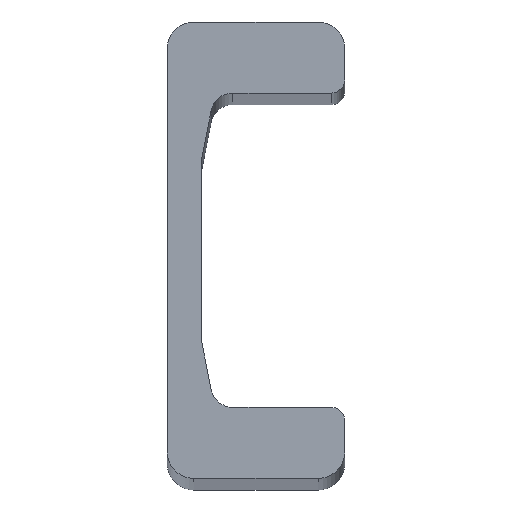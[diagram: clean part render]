
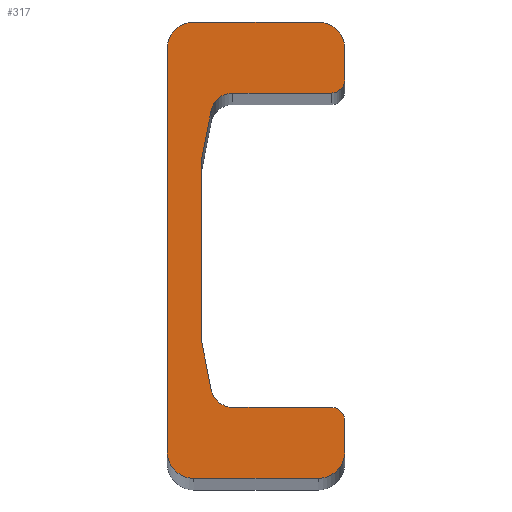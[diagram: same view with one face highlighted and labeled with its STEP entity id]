
A CAD part, top view. The second image highlights one B-rep face of the part: STEP entity #317.
In plain terms, the highlighted planar face has unit normal (0, 0, 1).
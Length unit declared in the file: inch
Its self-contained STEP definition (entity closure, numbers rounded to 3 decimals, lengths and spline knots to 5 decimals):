
#10 = DIRECTION ( 'NONE',  ( 0., 0., -1. ) ) ;
#12 = VERTEX_POINT ( 'NONE', #233 ) ;
#20 = VERTEX_POINT ( 'NONE', #798 ) ;
#25 = VECTOR ( 'NONE', #617, 39.37008 ) ;
#27 = EDGE_CURVE ( 'NONE', #679, #240, #868, .T. ) ;
#30 = LINE ( 'NONE', #490, #897 ) ;
#36 = DIRECTION ( 'NONE',  ( 0., 1., 0. ) ) ;
#50 = ORIENTED_EDGE ( 'NONE', *, *, #540, .T. ) ;
#53 = DIRECTION ( 'NONE',  ( 1., 0., 0. ) ) ;
#58 = CARTESIAN_POINT ( 'NONE',  ( 0.17319, -1.3937, 0. ) ) ;
#60 = EDGE_LOOP ( 'NONE', ( #797, #237, #267, #866, #152, #50, #295, #462, #406, #449, #128, #436, #307, #783, #319, #126, #673, #749 ) ) ;
#66 = CARTESIAN_POINT ( 'NONE',  ( 1.04724, -1.3937, 0. ) ) ;
#70 = CARTESIAN_POINT ( 'NONE',  ( -0.1063, -0.80315, 0. ) ) ;
#71 = AXIS2_PLACEMENT_3D ( 'NONE', #408, #840, #53 ) ;
#74 = CARTESIAN_POINT ( 'NONE',  ( -0.01984, 1.23546, 0. ) ) ;
#88 = CARTESIAN_POINT ( 'NONE',  ( -0.40945, 1.7874, 0. ) ) ;
#93 = DIRECTION ( 'NONE',  ( 0., 0., 1. ) ) ;
#100 = DIRECTION ( 'NONE',  ( 0., 0., -1. ) ) ;
#123 = AXIS2_PLACEMENT_3D ( 'NONE', #365, #10, #725 ) ;
#126 = ORIENTED_EDGE ( 'NONE', *, *, #236, .T. ) ;
#127 = DIRECTION ( 'NONE',  ( 1., 0., 0. ) ) ;
#128 = ORIENTED_EDGE ( 'NONE', *, *, #457, .T. ) ;
#132 = DIRECTION ( 'NONE',  ( 0., 1., 0. ) ) ;
#151 = VECTOR ( 'NONE', #438, 39.37008 ) ;
#152 = ORIENTED_EDGE ( 'NONE', *, *, #284, .T. ) ;
#154 = DIRECTION ( 'NONE',  ( 1., 0., 0. ) ) ;
#158 = DIRECTION ( 'NONE',  ( 0., -1., 0. ) ) ;
#163 = DIRECTION ( 'NONE',  ( 0., 0., 1. ) ) ;
#179 = CARTESIAN_POINT ( 'NONE',  ( 1.04724, -1.51181, 0. ) ) ;
#193 = AXIS2_PLACEMENT_3D ( 'NONE', #511, #163, #154 ) ;
#219 = EDGE_CURVE ( 'NONE', #790, #337, #398, .T. ) ;
#220 = LINE ( 'NONE', #88, #277 ) ;
#233 = CARTESIAN_POINT ( 'NONE',  ( 1.16535, 1.51181, 0. ) ) ;
#236 = EDGE_CURVE ( 'NONE', #374, #497, #351, .T. ) ;
#237 = ORIENTED_EDGE ( 'NONE', *, *, #529, .T. ) ;
#240 = VERTEX_POINT ( 'NONE', #685 ) ;
#243 = DIRECTION ( 'NONE',  ( 0., 0., 1. ) ) ;
#264 = EDGE_CURVE ( 'NONE', #497, #552, #392, .T. ) ;
#266 = DIRECTION ( 'NONE',  ( 1., 0., 0. ) ) ;
#267 = ORIENTED_EDGE ( 'NONE', *, *, #298, .T. ) ;
#277 = VECTOR ( 'NONE', #158, 39.37008 ) ;
#281 = CARTESIAN_POINT ( 'NONE',  ( -0.1063, 0.80315, 0. ) ) ;
#284 = EDGE_CURVE ( 'NONE', #12, #598, #694, .T. ) ;
#292 = CARTESIAN_POINT ( 'NONE',  ( -0.17323, -2.02362, 0. ) ) ;
#295 = ORIENTED_EDGE ( 'NONE', *, *, #862, .T. ) ;
#297 = CARTESIAN_POINT ( 'NONE',  ( 1.04724, -1.3937, 0. ) ) ;
#298 = EDGE_CURVE ( 'NONE', #687, #478, #911, .T. ) ;
#307 = ORIENTED_EDGE ( 'NONE', *, *, #403, .T. ) ;
#317 = ADVANCED_FACE ( 'NONE', ( #350 ), #621, .T. ) ;
#319 = ORIENTED_EDGE ( 'NONE', *, *, #551, .T. ) ;
#321 = EDGE_CURVE ( 'NONE', #323, #542, #561, .T. ) ;
#322 = DIRECTION ( 'NONE',  ( -1., 0., 0. ) ) ;
#323 = VERTEX_POINT ( 'NONE', #417 ) ;
#328 = LINE ( 'NONE', #810, #754 ) ;
#337 = VERTEX_POINT ( 'NONE', #66 ) ;
#344 = CARTESIAN_POINT ( 'NONE',  ( 1.04724, 1.3937, 0. ) ) ;
#350 = FACE_OUTER_BOUND ( 'NONE', #60, .T. ) ;
#351 = CIRCLE ( 'NONE', #400, 0.19685 ) ;
#352 = VECTOR ( 'NONE', #906, 39.37008 ) ;
#356 = DIRECTION ( 'NONE',  ( -1., 0., 0. ) ) ;
#365 = CARTESIAN_POINT ( 'NONE',  ( 0.17319, 1.19685, 0. ) ) ;
#374 = VERTEX_POINT ( 'NONE', #58 ) ;
#392 = LINE ( 'NONE', #70, #352 ) ;
#398 = CIRCLE ( 'NONE', #631, 0.11811 ) ;
#400 = AXIS2_PLACEMENT_3D ( 'NONE', #469, #100, #741 ) ;
#403 = EDGE_CURVE ( 'NONE', #20, #790, #554, .T. ) ;
#406 = ORIENTED_EDGE ( 'NONE', *, *, #550, .T. ) ;
#408 = CARTESIAN_POINT ( 'NONE',  ( -0.17323, -1.7874, 0. ) ) ;
#409 = AXIS2_PLACEMENT_3D ( 'NONE', #636, #915, #356 ) ;
#413 = DIRECTION ( 'NONE',  ( 1., 0., 0. ) ) ;
#417 = CARTESIAN_POINT ( 'NONE',  ( -0.40945, -1.7874, 0. ) ) ;
#424 = LINE ( 'NONE', #297, #151 ) ;
#436 = ORIENTED_EDGE ( 'NONE', *, *, #708, .T. ) ;
#438 = DIRECTION ( 'NONE',  ( -1., 0., 0. ) ) ;
#440 = AXIS2_PLACEMENT_3D ( 'NONE', #880, #243, #322 ) ;
#449 = ORIENTED_EDGE ( 'NONE', *, *, #321, .T. ) ;
#457 = EDGE_CURVE ( 'NONE', #542, #907, #901, .T. ) ;
#458 = DIRECTION ( 'NONE',  ( 0., 0., 1. ) ) ;
#460 = CARTESIAN_POINT ( 'NONE',  ( 1.16535, -1.51181, 0. ) ) ;
#462 = ORIENTED_EDGE ( 'NONE', *, *, #27, .T. ) ;
#469 = CARTESIAN_POINT ( 'NONE',  ( 0.17319, -1.19685, 0. ) ) ;
#473 = CARTESIAN_POINT ( 'NONE',  ( 0.92913, -2.02362, 0. ) ) ;
#476 = CARTESIAN_POINT ( 'NONE',  ( 1.04724, 1.3937, 0. ) ) ;
#478 = VERTEX_POINT ( 'NONE', #476 ) ;
#488 = CARTESIAN_POINT ( 'NONE',  ( 1.16535, 1.7874, 0. ) ) ;
#490 = CARTESIAN_POINT ( 'NONE',  ( 0.92913, 2.02362, 0. ) ) ;
#497 = VERTEX_POINT ( 'NONE', #914 ) ;
#511 = CARTESIAN_POINT ( 'NONE',  ( 0.92913, 1.7874, 0. ) ) ;
#516 = CARTESIAN_POINT ( 'NONE',  ( -0.1063, -0.80315, 0. ) ) ;
#518 = VECTOR ( 'NONE', #569, 39.37008 ) ;
#521 = CARTESIAN_POINT ( 'NONE',  ( 0.17319, 1.3937, 0. ) ) ;
#529 = EDGE_CURVE ( 'NONE', #625, #687, #546, .T. ) ;
#540 = EDGE_CURVE ( 'NONE', #598, #662, #760, .T. ) ;
#542 = VERTEX_POINT ( 'NONE', #292 ) ;
#543 = CARTESIAN_POINT ( 'NONE',  ( -0.1063, 0.80315, 0. ) ) ;
#546 = CIRCLE ( 'NONE', #123, 0.19685 ) ;
#550 = EDGE_CURVE ( 'NONE', #240, #323, #220, .T. ) ;
#551 = EDGE_CURVE ( 'NONE', #337, #374, #424, .T. ) ;
#552 = VERTEX_POINT ( 'NONE', #516 ) ;
#554 = LINE ( 'NONE', #833, #25 ) ;
#561 = CIRCLE ( 'NONE', #71, 0.23622 ) ;
#569 = DIRECTION ( 'NONE',  ( 0.196, 0.981, 0. ) ) ;
#595 = EDGE_CURVE ( 'NONE', #478, #12, #794, .T. ) ;
#598 = VERTEX_POINT ( 'NONE', #635 ) ;
#606 = AXIS2_PLACEMENT_3D ( 'NONE', #765, #904, #266 ) ;
#617 = DIRECTION ( 'NONE',  ( 0., 1., 0. ) ) ;
#621 = PLANE ( 'NONE',  #606 ) ;
#625 = VERTEX_POINT ( 'NONE', #74 ) ;
#631 = AXIS2_PLACEMENT_3D ( 'NONE', #179, #458, #680 ) ;
#635 = CARTESIAN_POINT ( 'NONE',  ( 1.16535, 1.7874, 0. ) ) ;
#636 = CARTESIAN_POINT ( 'NONE',  ( -0.17323, 1.7874, 0. ) ) ;
#643 = CARTESIAN_POINT ( 'NONE',  ( 1.04724, 1.51181, 0. ) ) ;
#645 = EDGE_CURVE ( 'NONE', #877, #625, #918, .T. ) ;
#662 = VERTEX_POINT ( 'NONE', #777 ) ;
#671 = CARTESIAN_POINT ( 'NONE',  ( -0.17323, 2.02362, 0. ) ) ;
#673 = ORIENTED_EDGE ( 'NONE', *, *, #264, .T. ) ;
#679 = VERTEX_POINT ( 'NONE', #671 ) ;
#680 = DIRECTION ( 'NONE',  ( 1., 0., 0. ) ) ;
#685 = CARTESIAN_POINT ( 'NONE',  ( -0.40945, 1.7874, 0. ) ) ;
#687 = VERTEX_POINT ( 'NONE', #521 ) ;
#694 = LINE ( 'NONE', #488, #870 ) ;
#708 = EDGE_CURVE ( 'NONE', #907, #20, #839, .T. ) ;
#725 = DIRECTION ( 'NONE',  ( 1., 0., 0. ) ) ;
#741 = DIRECTION ( 'NONE',  ( -1., 0., 0. ) ) ;
#749 = ORIENTED_EDGE ( 'NONE', *, *, #775, .T. ) ;
#754 = VECTOR ( 'NONE', #36, 39.37008 ) ;
#760 = CIRCLE ( 'NONE', #193, 0.23622 ) ;
#765 = CARTESIAN_POINT ( 'NONE',  ( 0.17319, 1.19685, 0. ) ) ;
#775 = EDGE_CURVE ( 'NONE', #552, #877, #328, .T. ) ;
#776 = AXIS2_PLACEMENT_3D ( 'NONE', #643, #93, #842 ) ;
#777 = CARTESIAN_POINT ( 'NONE',  ( 0.92913, 2.02362, 0. ) ) ;
#783 = ORIENTED_EDGE ( 'NONE', *, *, #219, .T. ) ;
#790 = VERTEX_POINT ( 'NONE', #460 ) ;
#794 = CIRCLE ( 'NONE', #776, 0.11811 ) ;
#797 = ORIENTED_EDGE ( 'NONE', *, *, #645, .T. ) ;
#798 = CARTESIAN_POINT ( 'NONE',  ( 1.16535, -1.7874, 0. ) ) ;
#810 = CARTESIAN_POINT ( 'NONE',  ( -0.1063, 0.80315, 0. ) ) ;
#833 = CARTESIAN_POINT ( 'NONE',  ( 1.16535, -1.7874, 0. ) ) ;
#835 = CARTESIAN_POINT ( 'NONE',  ( 0.92913, -2.02362, 0. ) ) ;
#839 = CIRCLE ( 'NONE', #440, 0.23622 ) ;
#840 = DIRECTION ( 'NONE',  ( 0., 0., 1. ) ) ;
#842 = DIRECTION ( 'NONE',  ( -1., 0., 0. ) ) ;
#862 = EDGE_CURVE ( 'NONE', #662, #679, #30, .T. ) ;
#866 = ORIENTED_EDGE ( 'NONE', *, *, #595, .T. ) ;
#868 = CIRCLE ( 'NONE', #409, 0.23622 ) ;
#870 = VECTOR ( 'NONE', #132, 39.37008 ) ;
#877 = VERTEX_POINT ( 'NONE', #543 ) ;
#880 = CARTESIAN_POINT ( 'NONE',  ( 0.92913, -1.7874, 0. ) ) ;
#888 = VECTOR ( 'NONE', #413, 39.37008 ) ;
#895 = DIRECTION ( 'NONE',  ( -1., 0., 0. ) ) ;
#897 = VECTOR ( 'NONE', #895, 39.37008 ) ;
#901 = LINE ( 'NONE', #473, #912 ) ;
#904 = DIRECTION ( 'NONE',  ( 0., 0., 1. ) ) ;
#906 = DIRECTION ( 'NONE',  ( -0.196, 0.981, 0. ) ) ;
#907 = VERTEX_POINT ( 'NONE', #835 ) ;
#911 = LINE ( 'NONE', #344, #888 ) ;
#912 = VECTOR ( 'NONE', #127, 39.37008 ) ;
#914 = CARTESIAN_POINT ( 'NONE',  ( -0.01984, -1.23546, 0. ) ) ;
#915 = DIRECTION ( 'NONE',  ( 0., 0., 1. ) ) ;
#918 = LINE ( 'NONE', #281, #518 ) ;
